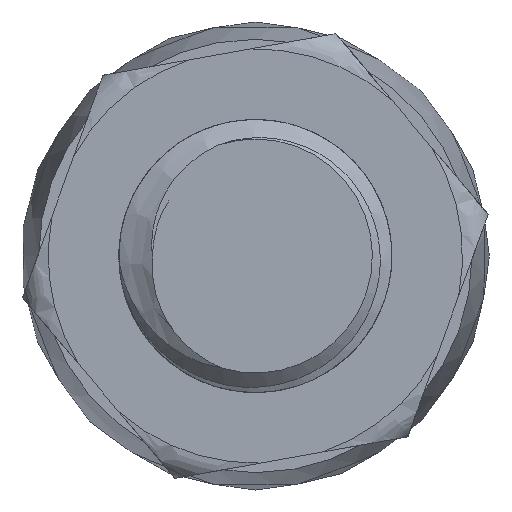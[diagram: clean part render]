
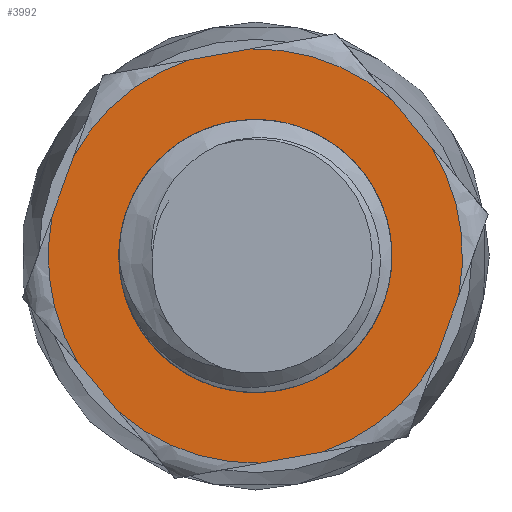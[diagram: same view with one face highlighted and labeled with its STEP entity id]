
A CAD part, left-side view. The second image highlights one B-rep face of the part: STEP entity #3992.
In plain terms, the highlighted planar face has unit normal (-1, 0, 0).
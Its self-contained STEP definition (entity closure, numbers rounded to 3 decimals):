
#1844=CARTESIAN_POINT('',(-14.577,8.146,5.592));
#1845=VERTEX_POINT('',#1844);
#1886=CARTESIAN_POINT('',(-14.577,17.078,0.239));
#1887=VERTEX_POINT('',#1886);
#1888=CARTESIAN_POINT('',(-14.577,8.145,5.592));
#1889=CARTESIAN_POINT('',(-14.577,8.738,5.862));
#1890=CARTESIAN_POINT('',(-14.577,9.374,6.033));
#1891=CARTESIAN_POINT('',(-14.577,10.025,6.102));
#1892=CARTESIAN_POINT('',(-14.577,10.563,6.159));
#1893=CARTESIAN_POINT('',(-14.577,11.105,6.146));
#1894=CARTESIAN_POINT('',(-14.577,11.637,6.062));
#1895=CARTESIAN_POINT('',(-14.577,12.782,5.88));
#1896=CARTESIAN_POINT('',(-14.577,13.875,5.367));
#1897=CARTESIAN_POINT('',(-14.577,14.762,4.611));
#1898=CARTESIAN_POINT('',(-14.577,15.692,3.819));
#1899=CARTESIAN_POINT('',(-14.577,16.393,2.765));
#1900=CARTESIAN_POINT('',(-14.577,16.776,1.611));
#1901=CARTESIAN_POINT('',(-14.577,16.923,1.167));
#1902=CARTESIAN_POINT('',(-14.577,17.023,0.708));
#1903=CARTESIAN_POINT('',(-14.577,17.078,0.241));
#1904=B_SPLINE_CURVE_WITH_KNOTS('',3,(#1888,#1889,#1890,#1891,#1892,#1893,#1894,#1895,#1896,#1897,#1898,#1899,#1900,#1901,#1902,#1903),.UNSPECIFIED.,.F.,.U.,(4,3,3,3,3,4),(-1.219,-1.022,-0.859,-0.508,-0.141,0.0),.UNSPECIFIED.);
#1905=EDGE_CURVE('',#1845,#1887,#1904,.T.);
#2999=CARTESIAN_POINT('',(-14.577,16.838,-1.833));
#3000=VERTEX_POINT('',#2999);
#3065=CARTESIAN_POINT('',(-14.577,6.918,-5.));
#3066=VERTEX_POINT('',#3065);
#3067=CARTESIAN_POINT('',(-14.577,16.84,-1.834));
#3068=CARTESIAN_POINT('',(-14.577,16.775,-2.016));
#3069=CARTESIAN_POINT('',(-14.577,16.702,-2.194));
#3070=CARTESIAN_POINT('',(-14.577,16.622,-2.369));
#3071=CARTESIAN_POINT('',(-14.577,15.951,-3.828));
#3072=CARTESIAN_POINT('',(-14.577,14.743,-5.05));
#3073=CARTESIAN_POINT('',(-14.577,13.28,-5.707));
#3074=CARTESIAN_POINT('',(-14.577,11.904,-6.326));
#3075=CARTESIAN_POINT('',(-14.577,10.296,-6.446));
#3076=CARTESIAN_POINT('',(-14.577,8.855,-6.004));
#3077=CARTESIAN_POINT('',(-14.577,8.395,-5.863));
#3078=CARTESIAN_POINT('',(-14.577,7.954,-5.666));
#3079=CARTESIAN_POINT('',(-14.577,7.538,-5.42));
#3080=CARTESIAN_POINT('',(-14.577,7.38,-5.327));
#3081=CARTESIAN_POINT('',(-14.577,7.226,-5.227));
#3082=CARTESIAN_POINT('',(-14.577,7.076,-5.12));
#3083=CARTESIAN_POINT('',(-14.577,7.022,-5.081));
#3084=CARTESIAN_POINT('',(-14.577,6.969,-5.041));
#3085=CARTESIAN_POINT('',(-14.577,6.916,-5.001));
#3086=B_SPLINE_CURVE_WITH_KNOTS('',3,(#3067,#3068,#3069,#3070,#3071,#3072,#3073,#3074,#3075,#3076,#3077,#3078,#3079,#3080,#3081,#3082,#3083,#3084,#3085),.UNSPECIFIED.,.F.,.U.,(4,3,3,3,3,3,4),(-1.843,-1.785,-1.304,-0.852,-0.707,-0.652,-0.632),.UNSPECIFIED.);
#3087=EDGE_CURVE('',#3000,#3066,#3086,.T.);
#3277=CARTESIAN_POINT('',(-14.577,10.083,0.));
#3278=DIRECTION('',(1.0,0.,0.));
#3279=DIRECTION('',(0.,0.373,-0.928));
#3280=AXIS2_PLACEMENT_3D('',#3277,#3278,#3279);
#3281=CIRCLE('',#3280,5.918);
#3282=EDGE_CURVE('',#1845,#3066,#3281,.T.);
#3410=CARTESIAN_POINT('',(-14.577,17.066,-8.007));
#3411=VERTEX_POINT('',#3410);
#3427=CARTESIAN_POINT('',(-14.577,9.831,-10.621));
#3428=VERTEX_POINT('',#3427);
#3442=CARTESIAN_POINT('',(-14.577,10.083,0.));
#3443=DIRECTION('',(-1.0,0.,0.));
#3444=DIRECTION('',(0.,0.373,-0.928));
#3445=AXIS2_PLACEMENT_3D('',#3442,#3443,#3444);
#3446=CIRCLE('',#3445,10.624);
#3447=EDGE_CURVE('',#3411,#3428,#3446,.T.);
#3459=CARTESIAN_POINT('',(-14.577,6.64,-10.051));
#3460=VERTEX_POINT('',#3459);
#3474=CARTESIAN_POINT('',(-14.577,0.758,-5.093));
#3475=VERTEX_POINT('',#3474);
#3489=CARTESIAN_POINT('',(-14.577,10.083,0.));
#3490=DIRECTION('',(-1.0,0.,0.));
#3491=DIRECTION('',(0.,0.373,-0.928));
#3492=AXIS2_PLACEMENT_3D('',#3489,#3490,#3491);
#3493=CIRCLE('',#3492,10.624);
#3494=EDGE_CURVE('',#3460,#3475,#3493,.T.);
#3506=CARTESIAN_POINT('',(-14.577,-0.343,-2.044));
#3507=VERTEX_POINT('',#3506);
#3521=CARTESIAN_POINT('',(-14.577,1.01,5.528));
#3522=VERTEX_POINT('',#3521);
#3538=CARTESIAN_POINT('',(-14.577,10.083,0.));
#3539=DIRECTION('',(-1.0,0.,0.));
#3540=DIRECTION('',(0.,0.373,-0.928));
#3541=AXIS2_PLACEMENT_3D('',#3538,#3539,#3540);
#3542=CIRCLE('',#3541,10.624);
#3543=EDGE_CURVE('',#3507,#3522,#3542,.T.);
#3555=CARTESIAN_POINT('',(-14.577,20.508,2.044));
#3556=VERTEX_POINT('',#3555);
#3570=CARTESIAN_POINT('',(-14.577,19.155,-5.528));
#3571=VERTEX_POINT('',#3570);
#3587=CARTESIAN_POINT('',(-14.577,10.083,0.));
#3588=DIRECTION('',(-1.0,0.,0.));
#3589=DIRECTION('',(0.,0.373,-0.928));
#3590=AXIS2_PLACEMENT_3D('',#3587,#3588,#3589);
#3591=CIRCLE('',#3590,10.624);
#3592=EDGE_CURVE('',#3556,#3571,#3591,.T.);
#3602=CARTESIAN_POINT('',(-14.577,19.407,5.093));
#3603=VERTEX_POINT('',#3602);
#3619=CARTESIAN_POINT('',(-14.577,13.525,10.051));
#3620=VERTEX_POINT('',#3619);
#3621=CARTESIAN_POINT('',(-14.577,10.083,0.));
#3622=DIRECTION('',(-1.0,0.,0.));
#3623=DIRECTION('',(0.,0.373,-0.928));
#3624=AXIS2_PLACEMENT_3D('',#3621,#3622,#3623);
#3625=CIRCLE('',#3624,10.624);
#3626=EDGE_CURVE('',#3620,#3603,#3625,.T.);
#3653=CARTESIAN_POINT('',(-14.577,3.099,8.007));
#3654=VERTEX_POINT('',#3653);
#3670=CARTESIAN_POINT('',(-14.577,10.334,10.621));
#3671=VERTEX_POINT('',#3670);
#3687=CARTESIAN_POINT('',(-14.577,10.083,0.));
#3688=DIRECTION('',(-1.0,0.,0.));
#3689=DIRECTION('',(0.,0.373,-0.928));
#3690=AXIS2_PLACEMENT_3D('',#3687,#3688,#3689);
#3691=CIRCLE('',#3690,10.624);
#3692=EDGE_CURVE('',#3654,#3671,#3691,.T.);
#3931=CARTESIAN_POINT('',(-14.577,10.083,0.));
#3932=DIRECTION('',(-1.0,0.0,0.0));
#3933=DIRECTION('',(0.0,0.373,-0.928));
#3934=AXIS2_PLACEMENT_3D('',#3931,#3932,#3933);
#3935=PLANE('',#3934);
#3936=ORIENTED_EDGE('',*,*,#3692,.T.);
#3937=CARTESIAN_POINT('',(-14.577,13.525,10.051));
#3938=DIRECTION('',(0.0,-0.984,0.176));
#3939=VECTOR('',#3938,3.242);
#3940=LINE('',#3937,#3939);
#3941=EDGE_CURVE('',#3620,#3671,#3940,.T.);
#3942=ORIENTED_EDGE('',*,*,#3941,.F.);
#3943=ORIENTED_EDGE('',*,*,#3626,.T.);
#3944=CARTESIAN_POINT('',(-14.577,20.508,2.044));
#3945=DIRECTION('',(0.,-0.34,0.94));
#3946=VECTOR('',#3945,3.242);
#3947=LINE('',#3944,#3946);
#3948=EDGE_CURVE('',#3556,#3603,#3947,.T.);
#3949=ORIENTED_EDGE('',*,*,#3948,.F.);
#3950=ORIENTED_EDGE('',*,*,#3592,.T.);
#3951=CARTESIAN_POINT('',(-14.577,17.066,-8.007));
#3952=DIRECTION('',(0.,0.645,0.765));
#3953=VECTOR('',#3952,3.242);
#3954=LINE('',#3951,#3953);
#3955=EDGE_CURVE('',#3411,#3571,#3954,.T.);
#3956=ORIENTED_EDGE('',*,*,#3955,.F.);
#3957=ORIENTED_EDGE('',*,*,#3447,.T.);
#3958=CARTESIAN_POINT('',(-14.577,6.64,-10.051));
#3959=DIRECTION('',(0.0,0.984,-0.176));
#3960=VECTOR('',#3959,3.242);
#3961=LINE('',#3958,#3960);
#3962=EDGE_CURVE('',#3460,#3428,#3961,.T.);
#3963=ORIENTED_EDGE('',*,*,#3962,.F.);
#3964=ORIENTED_EDGE('',*,*,#3494,.T.);
#3965=CARTESIAN_POINT('',(-14.577,-0.343,-2.044));
#3966=DIRECTION('',(0.,0.34,-0.94));
#3967=VECTOR('',#3966,3.242);
#3968=LINE('',#3965,#3967);
#3969=EDGE_CURVE('',#3507,#3475,#3968,.T.);
#3970=ORIENTED_EDGE('',*,*,#3969,.F.);
#3971=ORIENTED_EDGE('',*,*,#3543,.T.);
#3972=CARTESIAN_POINT('',(-14.577,3.099,8.007));
#3973=DIRECTION('',(0.,-0.645,-0.765));
#3974=VECTOR('',#3973,3.242);
#3975=LINE('',#3972,#3974);
#3976=EDGE_CURVE('',#3654,#3522,#3975,.T.);
#3977=ORIENTED_EDGE('',*,*,#3976,.F.);
#3978=EDGE_LOOP('',(#3936,#3942,#3943,#3949,#3950,#3956,#3957,#3963,#3964,#3970,#3971,#3977));
#3979=FACE_OUTER_BOUND('',#3978,.T.);
#3980=ORIENTED_EDGE('',*,*,#1905,.F.);
#3981=ORIENTED_EDGE('',*,*,#3282,.T.);
#3982=ORIENTED_EDGE('',*,*,#3087,.F.);
#3983=CARTESIAN_POINT('',(-14.577,10.083,0.));
#3984=DIRECTION('',(-1.0,0.,0.));
#3985=DIRECTION('',(0.,-0.979,-0.203));
#3986=AXIS2_PLACEMENT_3D('',#3983,#3984,#3985);
#3987=CIRCLE('',#3986,7.);
#3988=EDGE_CURVE('',#1887,#3000,#3987,.T.);
#3989=ORIENTED_EDGE('',*,*,#3988,.F.);
#3990=EDGE_LOOP('',(#3980,#3981,#3982,#3989));
#3991=FACE_BOUND('',#3990,.T.);
#3992=ADVANCED_FACE('',(#3979,#3991),#3935,.T.);
